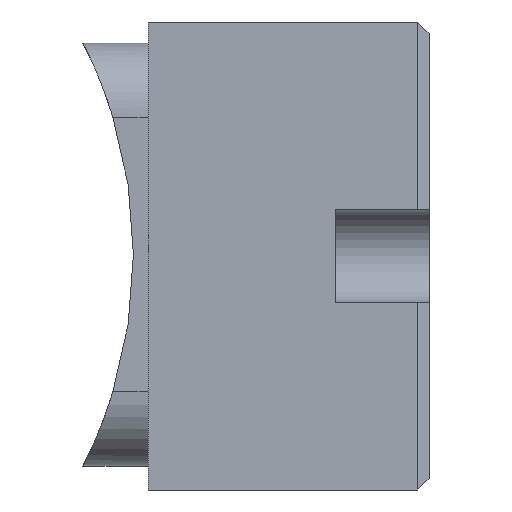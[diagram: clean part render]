
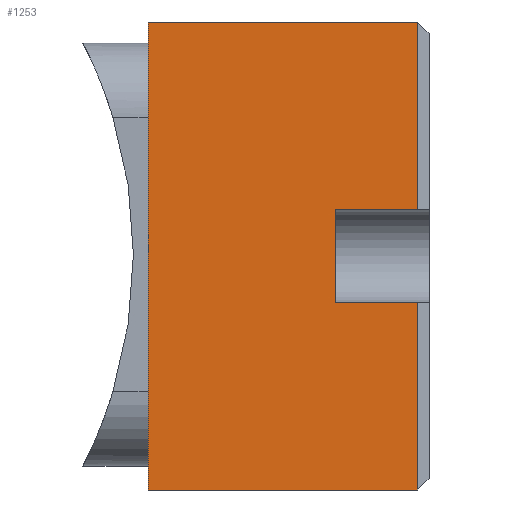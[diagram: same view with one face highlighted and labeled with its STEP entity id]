
A CAD part, left-side view. The second image highlights one B-rep face of the part: STEP entity #1253.
In plain terms, the highlighted planar face has unit normal (-1, 0, 0).
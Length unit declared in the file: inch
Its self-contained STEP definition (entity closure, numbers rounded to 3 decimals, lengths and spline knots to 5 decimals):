
#15 = LINE ( 'NONE', #2061, #1598 ) ;
#21 = VECTOR ( 'NONE', #297, 39.37008 ) ;
#41 = FACE_OUTER_BOUND ( 'NONE', #2257, .T. ) ;
#82 = EDGE_CURVE ( 'NONE', #1973, #2078, #956, .T. ) ;
#132 = VERTEX_POINT ( 'NONE', #155 ) ;
#155 = CARTESIAN_POINT ( 'NONE',  ( -0.7874, 0.01969, -0.3937 ) ) ;
#220 = ORIENTED_EDGE ( 'NONE', *, *, #1982, .F. ) ;
#253 = EDGE_CURVE ( 'NONE', #662, #490, #797, .T. ) ;
#296 = VECTOR ( 'NONE', #765, 39.37008 ) ;
#297 = DIRECTION ( 'NONE',  ( 0., -1., 0. ) ) ;
#314 = VERTEX_POINT ( 'NONE', #634 ) ;
#360 = DIRECTION ( 'NONE',  ( 0., -1., 0. ) ) ;
#490 = VERTEX_POINT ( 'NONE', #2364 ) ;
#634 = CARTESIAN_POINT ( 'NONE',  ( -0.7874, 0.47244, -0.3937 ) ) ;
#662 = VERTEX_POINT ( 'NONE', #1611 ) ;
#663 = LINE ( 'NONE', #1891, #2624 ) ;
#675 = ORIENTED_EDGE ( 'NONE', *, *, #2186, .T. ) ;
#725 = VERTEX_POINT ( 'NONE', #791 ) ;
#734 = CARTESIAN_POINT ( 'NONE',  ( -0.7874, 0.15748, 0.07874 ) ) ;
#764 = EDGE_CURVE ( 'NONE', #314, #132, #663, .T. ) ;
#765 = DIRECTION ( 'NONE',  ( 0., 0., 1. ) ) ;
#776 = VECTOR ( 'NONE', #2589, 39.37008 ) ;
#791 = CARTESIAN_POINT ( 'NONE',  ( -0.7874, 0.01969, 0.07874 ) ) ;
#797 = LINE ( 'NONE', #1193, #1769 ) ;
#863 = LINE ( 'NONE', #1653, #1652 ) ;
#894 = ORIENTED_EDGE ( 'NONE', *, *, #82, .F. ) ;
#956 = LINE ( 'NONE', #1121, #21 ) ;
#982 = CARTESIAN_POINT ( 'NONE',  ( -0.7874, 0.15748, 0.07874 ) ) ;
#987 = AXIS2_PLACEMENT_3D ( 'NONE', #2030, #1656, #1249 ) ;
#991 = ORIENTED_EDGE ( 'NONE', *, *, #1864, .T. ) ;
#1022 = DIRECTION ( 'NONE',  ( 0., -1., 0. ) ) ;
#1089 = DIRECTION ( 'NONE',  ( 0., 0., -1. ) ) ;
#1121 = CARTESIAN_POINT ( 'NONE',  ( -0.7874, 0.47244, 0.3937 ) ) ;
#1193 = CARTESIAN_POINT ( 'NONE',  ( -0.7874, 0.15748, -0.07874 ) ) ;
#1249 = DIRECTION ( 'NONE',  ( 0., 0., -1. ) ) ;
#1253 = ADVANCED_FACE ( 'NONE', ( #41 ), #1291, .F. ) ;
#1291 = PLANE ( 'NONE',  #987 ) ;
#1342 = ORIENTED_EDGE ( 'NONE', *, *, #1514, .T. ) ;
#1417 = CARTESIAN_POINT ( 'NONE',  ( -0.7874, 0.01969, 0.3937 ) ) ;
#1450 = CARTESIAN_POINT ( 'NONE',  ( -0.7874, 0.47244, 0.3937 ) ) ;
#1472 = DIRECTION ( 'NONE',  ( 0., -1., 0. ) ) ;
#1490 = VECTOR ( 'NONE', #1022, 39.37008 ) ;
#1514 = EDGE_CURVE ( 'NONE', #2436, #725, #2591, .T. ) ;
#1598 = VECTOR ( 'NONE', #1832, 39.37008 ) ;
#1611 = CARTESIAN_POINT ( 'NONE',  ( -0.7874, 0.15748, -0.07874 ) ) ;
#1652 = VECTOR ( 'NONE', #1089, 39.37008 ) ;
#1653 = CARTESIAN_POINT ( 'NONE',  ( -0.7874, 0.15748, 0.07874 ) ) ;
#1656 = DIRECTION ( 'NONE',  ( 1., 0., 0. ) ) ;
#1769 = VECTOR ( 'NONE', #360, 39.37008 ) ;
#1773 = CARTESIAN_POINT ( 'NONE',  ( -0.7874, 0.47244, 0.3937 ) ) ;
#1832 = DIRECTION ( 'NONE',  ( 0., 0., 1. ) ) ;
#1864 = EDGE_CURVE ( 'NONE', #725, #2078, #2350, .T. ) ;
#1869 = ORIENTED_EDGE ( 'NONE', *, *, #764, .T. ) ;
#1870 = EDGE_CURVE ( 'NONE', #314, #1973, #2178, .T. ) ;
#1891 = CARTESIAN_POINT ( 'NONE',  ( -0.7874, 0.47244, -0.3937 ) ) ;
#1973 = VERTEX_POINT ( 'NONE', #1450 ) ;
#1982 = EDGE_CURVE ( 'NONE', #2436, #662, #863, .T. ) ;
#2030 = CARTESIAN_POINT ( 'NONE',  ( -0.7874, 0.47244, 0.3937 ) ) ;
#2061 = CARTESIAN_POINT ( 'NONE',  ( -0.7874, 0.01969, -0.07874 ) ) ;
#2078 = VERTEX_POINT ( 'NONE', #1417 ) ;
#2098 = ORIENTED_EDGE ( 'NONE', *, *, #253, .F. ) ;
#2167 = CARTESIAN_POINT ( 'NONE',  ( -0.7874, 0.01969, 0.3937 ) ) ;
#2178 = LINE ( 'NONE', #1773, #776 ) ;
#2186 = EDGE_CURVE ( 'NONE', #132, #490, #15, .T. ) ;
#2257 = EDGE_LOOP ( 'NONE', ( #1342, #991, #894, #2522, #1869, #675, #2098, #220 ) ) ;
#2350 = LINE ( 'NONE', #2167, #296 ) ;
#2364 = CARTESIAN_POINT ( 'NONE',  ( -0.7874, 0.01969, -0.07874 ) ) ;
#2436 = VERTEX_POINT ( 'NONE', #734 ) ;
#2522 = ORIENTED_EDGE ( 'NONE', *, *, #1870, .F. ) ;
#2589 = DIRECTION ( 'NONE',  ( 0., 0., 1. ) ) ;
#2591 = LINE ( 'NONE', #982, #1490 ) ;
#2624 = VECTOR ( 'NONE', #1472, 39.37008 ) ;
